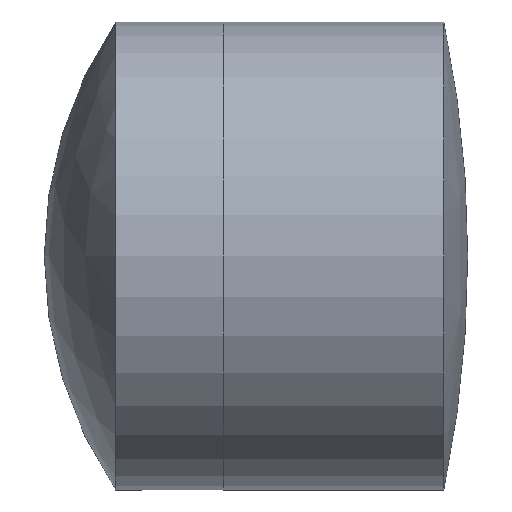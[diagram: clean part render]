
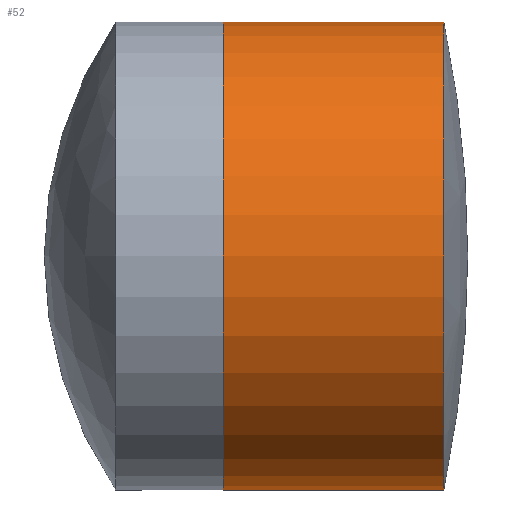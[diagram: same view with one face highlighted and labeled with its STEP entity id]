
A CAD part, front view. The second image highlights one B-rep face of the part: STEP entity #52.
In plain terms, the highlighted cylindrical face has radius 3.15 mm (diameter 6.3 mm), a partial arc.
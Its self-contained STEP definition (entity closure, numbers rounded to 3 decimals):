
#23 = CYLINDRICAL_SURFACE ( 'NONE', #291, 3.15 ) ;
#27 = EDGE_LOOP ( 'NONE', ( #131, #110, #115, #69 ) ) ;
#28 = LINE ( 'NONE', #72, #119 ) ;
#49 = DIRECTION ( 'NONE',  ( -1., 0., 0. ) ) ;
#50 = CARTESIAN_POINT ( 'NONE',  ( 5.938, 0., -3.15 ) ) ;
#52 = ADVANCED_FACE ( 'NONE', ( #247 ), #23, .T. ) ;
#56 = DIRECTION ( 'NONE',  ( -1., 0., 0. ) ) ;
#69 = ORIENTED_EDGE ( 'NONE', *, *, #298, .F. ) ;
#72 = CARTESIAN_POINT ( 'NONE',  ( -0.552, 0., 3.15 ) ) ;
#87 = AXIS2_PLACEMENT_3D ( 'NONE', #121, #323, #155 ) ;
#92 = CARTESIAN_POINT ( 'NONE',  ( 2.966, 0., -3.15 ) ) ;
#104 = VERTEX_POINT ( 'NONE', #188 ) ;
#109 = EDGE_CURVE ( 'NONE', #334, #176, #171, .T. ) ;
#110 = ORIENTED_EDGE ( 'NONE', *, *, #269, .T. ) ;
#115 = ORIENTED_EDGE ( 'NONE', *, *, #251, .T. ) ;
#119 = VECTOR ( 'NONE', #223, 1000. ) ;
#121 = CARTESIAN_POINT ( 'NONE',  ( 5.938, 0., 0. ) ) ;
#131 = ORIENTED_EDGE ( 'NONE', *, *, #109, .F. ) ;
#142 = DIRECTION ( 'NONE',  ( -1., 0., 0. ) ) ;
#155 = DIRECTION ( 'NONE',  ( 0., 0., 1. ) ) ;
#162 = AXIS2_PLACEMENT_3D ( 'NONE', #203, #49, #237 ) ;
#167 = CARTESIAN_POINT ( 'NONE',  ( -0.552, 0., -3.15 ) ) ;
#171 = LINE ( 'NONE', #167, #184 ) ;
#172 = CARTESIAN_POINT ( 'NONE',  ( -0.552, 0., 0. ) ) ;
#176 = VERTEX_POINT ( 'NONE', #92 ) ;
#184 = VECTOR ( 'NONE', #142, 1000. ) ;
#188 = CARTESIAN_POINT ( 'NONE',  ( 5.938, 0., 3.15 ) ) ;
#203 = CARTESIAN_POINT ( 'NONE',  ( 2.966, 0., 0. ) ) ;
#207 = VERTEX_POINT ( 'NONE', #337 ) ;
#211 = CIRCLE ( 'NONE', #162, 3.15 ) ;
#220 = CIRCLE ( 'NONE', #87, 3.15 ) ;
#223 = DIRECTION ( 'NONE',  ( -1., 0., 0. ) ) ;
#237 = DIRECTION ( 'NONE',  ( 0., 0., 1. ) ) ;
#247 = FACE_OUTER_BOUND ( 'NONE', #27, .T. ) ;
#251 = EDGE_CURVE ( 'NONE', #104, #207, #28, .T. ) ;
#258 = DIRECTION ( 'NONE',  ( 0., 0., 1. ) ) ;
#269 = EDGE_CURVE ( 'NONE', #334, #104, #220, .T. ) ;
#291 = AXIS2_PLACEMENT_3D ( 'NONE', #172, #56, #258 ) ;
#298 = EDGE_CURVE ( 'NONE', #176, #207, #211, .T. ) ;
#323 = DIRECTION ( 'NONE',  ( -1., 0., 0. ) ) ;
#334 = VERTEX_POINT ( 'NONE', #50 ) ;
#337 = CARTESIAN_POINT ( 'NONE',  ( 2.966, 0., 3.15 ) ) ;
